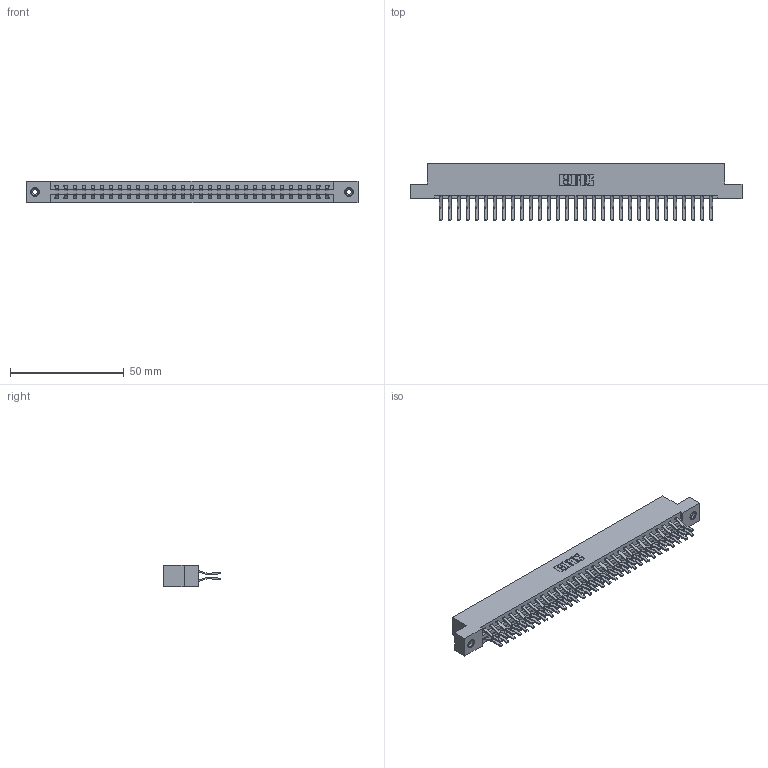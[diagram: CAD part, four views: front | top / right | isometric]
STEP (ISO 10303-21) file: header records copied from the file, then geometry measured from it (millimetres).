
FILE_DESCRIPTION (( 'STEP AP203' ), '1' );
FILE_NAME ('337-062-560-208.STEP', '2018-08-11T05:05:25', ( '' ), ( '' ), 'SwSTEP 2.0', 'SolidWorks 2016', '' );
FILE_SCHEMA (( 'CONFIG_CONTROL_DESIGN' ));
Length unit declared in the file: inch
Products named in the file (4): 337 Part_Flush Mounting Lugs - 0.156 Dia-TI; 345-292-001_560 Tail; 345-250-001_345-250-003-102; 337-062-560-208
Assembly tree (65 placements, depth 2):
  337-062-560-208
    337 Part_Flush Mounting Lugs - 0.156 Dia-TI
    345-292-001_560 Tail  x62
    345-250-001_345-250-003-102  x2
Bounding box: 145.85 x 24.78 x 9.4 mm (x, y, z)
Volume: 15623.9 mm3; surface area: 18756.1 mm2
Topology: 65 solids, 65 shells, 3646 faces, 10801 edges, 7110 vertices
Faces by surface type: plane 2458, cylinder 1172, cone 12, torus 4
Entity records: 26732 total; most frequent: CARTESIAN_POINT 4493, ORIENTED_EDGE 4422, DIRECTION 3877, EDGE_CURVE 2211, VECTOR 2059, LINE 2059, VERTEX_POINT 1468, AXIS2_PLACEMENT_3D 909
